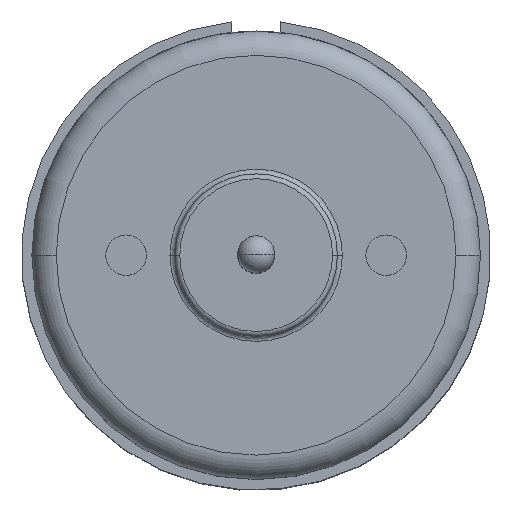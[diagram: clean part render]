
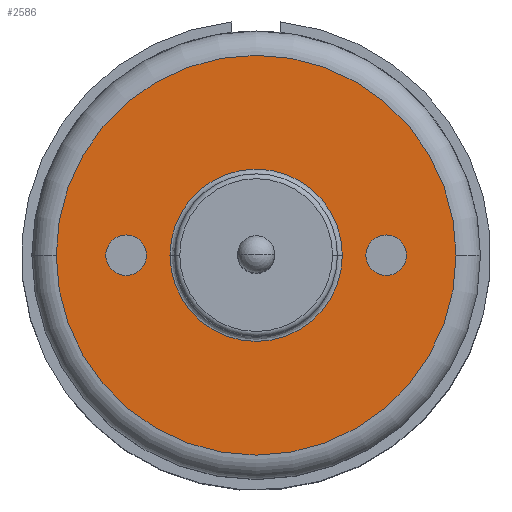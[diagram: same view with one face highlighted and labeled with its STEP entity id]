
A CAD part, top view. The second image highlights one B-rep face of the part: STEP entity #2586.
In plain terms, the highlighted planar face has unit normal (0, 0, 1).
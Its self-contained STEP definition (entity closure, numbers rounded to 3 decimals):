
#133=CARTESIAN_POINT('',(-12.3,0.,18.75));
#134=VERTEX_POINT('',#133);
#142=CARTESIAN_POINT('',(12.3,0.,18.75));
#143=VERTEX_POINT('',#142);
#144=CARTESIAN_POINT('',(0.0,0.0,18.75));
#145=DIRECTION('',(0.0,0.0,-1.0));
#146=DIRECTION('',(-1.0,0.0,0.0));
#147=AXIS2_PLACEMENT_3D('',#144,#145,#146);
#148=CIRCLE('',#147,12.3);
#149=EDGE_CURVE('',#134,#143,#148,.T.);
#309=CARTESIAN_POINT('',(5.3,0.,18.75));
#310=VERTEX_POINT('',#309);
#327=CARTESIAN_POINT('',(-5.3,0.,18.75));
#328=VERTEX_POINT('',#327);
#336=CARTESIAN_POINT('',(0.0,0.0,18.75));
#337=DIRECTION('',(0.0,0.0,1.0));
#338=DIRECTION('',(-1.0,0.0,0.0));
#339=AXIS2_PLACEMENT_3D('',#336,#337,#338);
#340=CIRCLE('',#339,5.3);
#341=EDGE_CURVE('',#328,#310,#340,.T.);
#510=CARTESIAN_POINT('',(9.25,0.0,18.75));
#511=VERTEX_POINT('',#510);
#527=CARTESIAN_POINT('',(6.75,0.,18.75));
#528=VERTEX_POINT('',#527);
#535=CARTESIAN_POINT('',(8.0,0.0,18.75));
#536=DIRECTION('',(0.0,0.0,-1.0));
#537=DIRECTION('',(1.0,0.0,0.0));
#538=AXIS2_PLACEMENT_3D('',#535,#536,#537);
#539=CIRCLE('',#538,1.25);
#540=EDGE_CURVE('',#511,#528,#539,.T.);
#552=CARTESIAN_POINT('',(-9.25,0.0,18.75));
#553=VERTEX_POINT('',#552);
#569=CARTESIAN_POINT('',(-6.75,0.,18.75));
#570=VERTEX_POINT('',#569);
#577=CARTESIAN_POINT('',(-8.0,0.0,18.75));
#578=DIRECTION('',(0.0,0.0,-1.0));
#579=DIRECTION('',(-1.0,0.0,0.0));
#580=AXIS2_PLACEMENT_3D('',#577,#578,#579);
#581=CIRCLE('',#580,1.25);
#582=EDGE_CURVE('',#553,#570,#581,.T.);
#2352=CARTESIAN_POINT('',(-8.0,0.0,18.75));
#2353=DIRECTION('',(0.0,0.0,-1.0));
#2354=DIRECTION('',(-1.0,0.0,0.0));
#2355=AXIS2_PLACEMENT_3D('',#2352,#2353,#2354);
#2356=CIRCLE('',#2355,1.25);
#2357=EDGE_CURVE('',#570,#553,#2356,.T.);
#2397=CARTESIAN_POINT('',(8.0,0.0,18.75));
#2398=DIRECTION('',(0.0,0.0,-1.0));
#2399=DIRECTION('',(1.0,0.0,0.0));
#2400=AXIS2_PLACEMENT_3D('',#2397,#2398,#2399);
#2401=CIRCLE('',#2400,1.25);
#2402=EDGE_CURVE('',#528,#511,#2401,.T.);
#2547=CARTESIAN_POINT('',(0.0,0.0,18.75));
#2548=DIRECTION('',(0.0,0.0,1.0));
#2549=DIRECTION('',(-1.0,0.0,0.0));
#2550=AXIS2_PLACEMENT_3D('',#2547,#2548,#2549);
#2551=CIRCLE('',#2550,5.3);
#2552=EDGE_CURVE('',#310,#328,#2551,.T.);
#2559=CARTESIAN_POINT('',(0.0,0.0,18.75));
#2560=DIRECTION('',(0.0,0.0,-1.0));
#2561=DIRECTION('',(-1.0,0.0,0.0));
#2562=AXIS2_PLACEMENT_3D('',#2559,#2560,#2561);
#2563=PLANE('',#2562);
#2564=CARTESIAN_POINT('',(0.0,0.0,18.75));
#2565=DIRECTION('',(0.0,0.0,-1.0));
#2566=DIRECTION('',(-1.0,0.0,0.0));
#2567=AXIS2_PLACEMENT_3D('',#2564,#2565,#2566);
#2568=CIRCLE('',#2567,12.3);
#2569=EDGE_CURVE('',#143,#134,#2568,.T.);
#2570=ORIENTED_EDGE('',*,*,#2569,.F.);
#2571=ORIENTED_EDGE('',*,*,#149,.F.);
#2572=EDGE_LOOP('',(#2570,#2571));
#2573=FACE_OUTER_BOUND('',#2572,.T.);
#2574=ORIENTED_EDGE('',*,*,#582,.T.);
#2575=ORIENTED_EDGE('',*,*,#2357,.T.);
#2576=EDGE_LOOP('',(#2574,#2575));
#2577=FACE_BOUND('',#2576,.T.);
#2578=ORIENTED_EDGE('',*,*,#540,.T.);
#2579=ORIENTED_EDGE('',*,*,#2402,.T.);
#2580=EDGE_LOOP('',(#2578,#2579));
#2581=FACE_BOUND('',#2580,.T.);
#2582=ORIENTED_EDGE('',*,*,#2552,.F.);
#2583=ORIENTED_EDGE('',*,*,#341,.F.);
#2584=EDGE_LOOP('',(#2582,#2583));
#2585=FACE_BOUND('',#2584,.T.);
#2586=ADVANCED_FACE('',(#2573,#2577,#2581,#2585),#2563,.F.);
